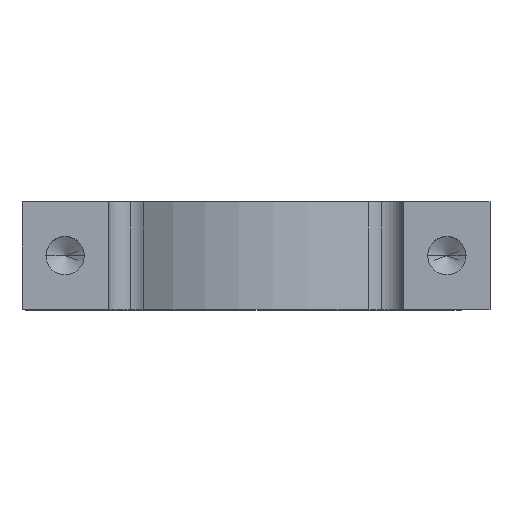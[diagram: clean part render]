
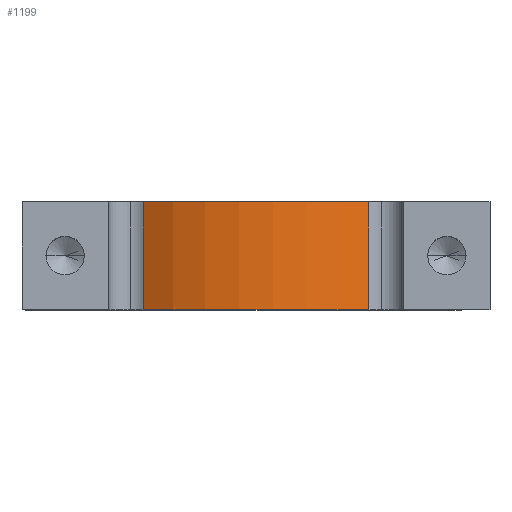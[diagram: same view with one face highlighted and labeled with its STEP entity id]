
A CAD part, top view. The second image highlights one B-rep face of the part: STEP entity #1199.
In plain terms, the highlighted cylindrical face has radius 14.478 mm (diameter 28.956 mm), a partial arc.
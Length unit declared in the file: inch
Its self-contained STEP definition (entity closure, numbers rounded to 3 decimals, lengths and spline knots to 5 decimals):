
#60 = ORIENTED_EDGE ( 'NONE', *, *, #117, .F. ) ;
#66 = LINE ( 'NONE', #652, #1606 ) ;
#88 = AXIS2_PLACEMENT_3D ( 'NONE', #976, #1241, #625 ) ;
#117 = EDGE_CURVE ( 'NONE', #1475, #1209, #1442, .T. ) ;
#142 = CARTESIAN_POINT ( 'NONE',  ( -0.31384, 0.3, 0.47582 ) ) ;
#254 = EDGE_CURVE ( 'NONE', #627, #299, #567, .T. ) ;
#299 = VERTEX_POINT ( 'NONE', #790 ) ;
#312 = AXIS2_PLACEMENT_3D ( 'NONE', #1513, #771, #651 ) ;
#323 = DIRECTION ( 'NONE',  ( 0., 0., -1. ) ) ;
#399 = DIRECTION ( 'NONE',  ( 0., 1., 0. ) ) ;
#452 = CARTESIAN_POINT ( 'NONE',  ( 0., 0.3, 0. ) ) ;
#567 = CIRCLE ( 'NONE', #88, 0.57 ) ;
#625 = DIRECTION ( 'NONE',  ( 0., 0., 1. ) ) ;
#627 = VERTEX_POINT ( 'NONE', #1553 ) ;
#646 = EDGE_LOOP ( 'NONE', ( #898, #658, #60, #1198 ) ) ;
#651 = DIRECTION ( 'NONE',  ( 0., 0., 1. ) ) ;
#652 = CARTESIAN_POINT ( 'NONE',  ( 0.31384, 0.3, 0.47582 ) ) ;
#658 = ORIENTED_EDGE ( 'NONE', *, *, #948, .T. ) ;
#690 = DIRECTION ( 'NONE',  ( 0., -1., 0. ) ) ;
#760 = LINE ( 'NONE', #925, #1421 ) ;
#771 = DIRECTION ( 'NONE',  ( 0., 1., 0. ) ) ;
#790 = CARTESIAN_POINT ( 'NONE',  ( 0.31384, 0., 0.47582 ) ) ;
#827 = CARTESIAN_POINT ( 'NONE',  ( 0.31384, 0.3, 0.47582 ) ) ;
#898 = ORIENTED_EDGE ( 'NONE', *, *, #254, .T. ) ;
#925 = CARTESIAN_POINT ( 'NONE',  ( -0.31384, 0.3, 0.47582 ) ) ;
#939 = DIRECTION ( 'NONE',  ( 0., -1., 0. ) ) ;
#948 = EDGE_CURVE ( 'NONE', #299, #1209, #66, .T. ) ;
#976 = CARTESIAN_POINT ( 'NONE',  ( 0., 0., 0. ) ) ;
#1121 = EDGE_CURVE ( 'NONE', #1475, #627, #760, .T. ) ;
#1198 = ORIENTED_EDGE ( 'NONE', *, *, #1121, .T. ) ;
#1199 = ADVANCED_FACE ( 'NONE', ( #1378 ), #1303, .T. ) ;
#1209 = VERTEX_POINT ( 'NONE', #827 ) ;
#1241 = DIRECTION ( 'NONE',  ( 0., 1., 0. ) ) ;
#1303 = CYLINDRICAL_SURFACE ( 'NONE', #1342, 0.57 ) ;
#1342 = AXIS2_PLACEMENT_3D ( 'NONE', #452, #939, #323 ) ;
#1378 = FACE_OUTER_BOUND ( 'NONE', #646, .T. ) ;
#1421 = VECTOR ( 'NONE', #690, 39.37008 ) ;
#1442 = CIRCLE ( 'NONE', #312, 0.57 ) ;
#1475 = VERTEX_POINT ( 'NONE', #142 ) ;
#1513 = CARTESIAN_POINT ( 'NONE',  ( 0., 0.3, 0. ) ) ;
#1553 = CARTESIAN_POINT ( 'NONE',  ( -0.31384, 0., 0.47582 ) ) ;
#1606 = VECTOR ( 'NONE', #399, 39.37008 ) ;
